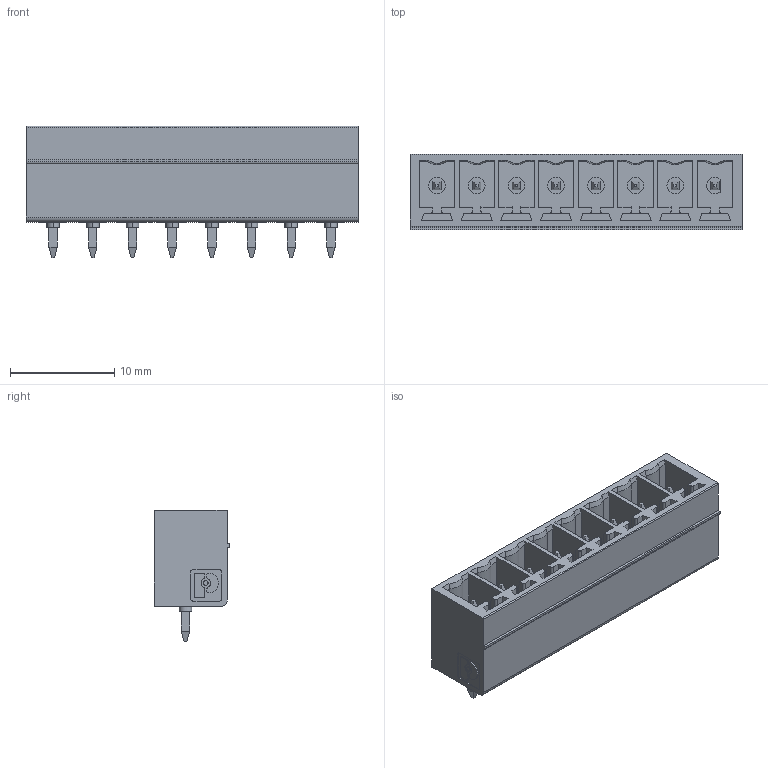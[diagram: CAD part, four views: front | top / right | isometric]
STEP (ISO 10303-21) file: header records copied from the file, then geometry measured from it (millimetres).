
FILE_DESCRIPTION(('Creo Elements/Direct Modeling STEP Export'),'2;1');
FILE_NAME('model.stp','2018-02-10T 3:27:11',(''),(''),'Creo Elements/Direct Modeling STEP processor for AP214 (Solid Model)','Creo Elements/Direct Modeling 18.1I 14-Aug-2016 (C) Parametric Technology GmbH','');
FILE_SCHEMA(('AUTOMOTIVE_DESIGN { 1 0 10303 214 1 1 1 1 }'));
Length unit declared in the file: millimetre
Products named in the file (2): MCV_1_5-8-G-3_81
Assembly tree (1 placements, depth 2):
  MCV_1_5-8-G-3_81
    MCV_1_5-8-G-3_81
Bounding box: 31.87 x 7.25 x 12.6 mm (x, y, z)
Volume: 1195.8 mm3; surface area: 2641 mm2
Topology: 1 solids, 1 shells, 465 faces, 1161 edges, 742 vertices
Faces by surface type: plane 372, cylinder 77, sphere 8, cone 8
Entity records: 15794 total; most frequent: CARTESIAN_POINT 2394, ORIENTED_EDGE 2290, DIRECTION 2161, EDGE_CURVE 1145, VECTOR 951, LINE 951, VERTEX_POINT 742, AXIS2_PLACEMENT_3D 605
